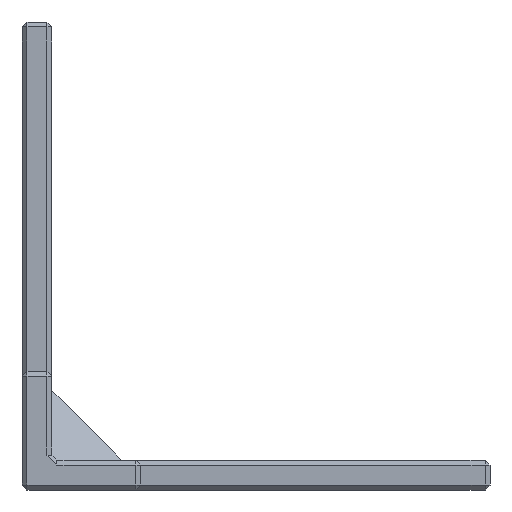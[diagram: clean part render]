
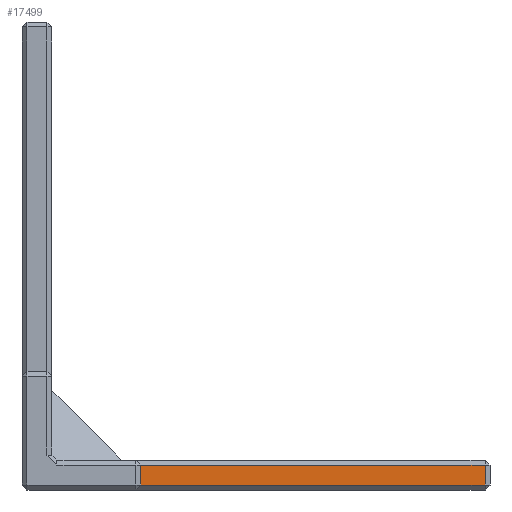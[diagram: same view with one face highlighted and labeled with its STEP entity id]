
A CAD part, front view. The second image highlights one B-rep face of the part: STEP entity #17499.
In plain terms, the highlighted planar face has unit normal (0, -1, 0).
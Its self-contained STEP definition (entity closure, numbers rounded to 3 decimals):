
#456 = PLANE('',#457);
#457 = AXIS2_PLACEMENT_3D('',#458,#459,#460);
#458 = CARTESIAN_POINT('',(49.9,-14.65,5.75));
#459 = DIRECTION('',(0.,-0.707,0.707));
#460 = DIRECTION('',(-1.,0.,0.));
#6948 = VERTEX_POINT('',#6949);
#6949 = CARTESIAN_POINT('',(49.4,-14.9,5.5));
#6972 = VERTEX_POINT('',#6973);
#6973 = CARTESIAN_POINT('',(14.9,-14.9,5.5));
#6994 = EDGE_CURVE('',#6948,#6972,#6995,.T.);
#6995 = SURFACE_CURVE('',#6996,(#7000,#7007),.PCURVE_S1.);
#6996 = LINE('',#6997,#6998);
#6997 = CARTESIAN_POINT('',(49.9,-14.9,5.5));
#6998 = VECTOR('',#6999,1.);
#6999 = DIRECTION('',(-1.,0.,0.));
#7000 = PCURVE('',#456,#7001);
#7001 = DEFINITIONAL_REPRESENTATION('',(#7002),#7006);
#7002 = LINE('',#7003,#7004);
#7003 = CARTESIAN_POINT('',(-0.,0.354));
#7004 = VECTOR('',#7005,1.);
#7005 = DIRECTION('',(1.,0.));
#7006 = ( GEOMETRIC_REPRESENTATION_CONTEXT(2) 
PARAMETRIC_REPRESENTATION_CONTEXT() REPRESENTATION_CONTEXT('2D SPACE',''
  ) );
#7007 = PCURVE('',#7008,#7013);
#7008 = PLANE('',#7009);
#7009 = AXIS2_PLACEMENT_3D('',#7010,#7011,#7012);
#7010 = CARTESIAN_POINT('',(49.9,-14.9,3.));
#7011 = DIRECTION('',(0.,-1.,0.));
#7012 = DIRECTION('',(-1.,0.,0.));
#7013 = DEFINITIONAL_REPRESENTATION('',(#7014),#7018);
#7014 = LINE('',#7015,#7016);
#7015 = CARTESIAN_POINT('',(0.,-2.5));
#7016 = VECTOR('',#7017,1.);
#7017 = DIRECTION('',(1.,0.));
#7018 = ( GEOMETRIC_REPRESENTATION_CONTEXT(2) 
PARAMETRIC_REPRESENTATION_CONTEXT() REPRESENTATION_CONTEXT('2D SPACE',''
  ) );
#7074 = PLANE('',#7075);
#7075 = AXIS2_PLACEMENT_3D('',#7076,#7077,#7078);
#7076 = CARTESIAN_POINT('',(14.9,-14.9,3.));
#7077 = DIRECTION('',(1.,0.,0.));
#7078 = DIRECTION('',(0.,-1.,0.));
#17412 = PLANE('',#17413);
#17413 = AXIS2_PLACEMENT_3D('',#17414,#17415,#17416);
#17414 = CARTESIAN_POINT('',(49.65,-14.65,3.));
#17415 = DIRECTION('',(0.707,-0.707,0.));
#17416 = DIRECTION('',(0.,0.,1.));
#17499 = ADVANCED_FACE('',(#17500),#7008,.T.);
#17500 = FACE_BOUND('',#17501,.T.);
#17501 = EDGE_LOOP('',(#17502,#17525,#17553,#17574));
#17502 = ORIENTED_EDGE('',*,*,#17503,.F.);
#17503 = EDGE_CURVE('',#17504,#6972,#17506,.T.);
#17504 = VERTEX_POINT('',#17505);
#17505 = CARTESIAN_POINT('',(14.9,-14.9,3.5));
#17506 = SURFACE_CURVE('',#17507,(#17511,#17518),.PCURVE_S1.);
#17507 = LINE('',#17508,#17509);
#17508 = CARTESIAN_POINT('',(14.9,-14.9,3.));
#17509 = VECTOR('',#17510,1.);
#17510 = DIRECTION('',(0.,0.,1.));
#17511 = PCURVE('',#7008,#17512);
#17512 = DEFINITIONAL_REPRESENTATION('',(#17513),#17517);
#17513 = LINE('',#17514,#17515);
#17514 = CARTESIAN_POINT('',(35.,0.));
#17515 = VECTOR('',#17516,1.);
#17516 = DIRECTION('',(0.,-1.));
#17517 = ( GEOMETRIC_REPRESENTATION_CONTEXT(2) 
PARAMETRIC_REPRESENTATION_CONTEXT() REPRESENTATION_CONTEXT('2D SPACE',''
  ) );
#17518 = PCURVE('',#7074,#17519);
#17519 = DEFINITIONAL_REPRESENTATION('',(#17520),#17524);
#17520 = LINE('',#17521,#17522);
#17521 = CARTESIAN_POINT('',(0.,0.));
#17522 = VECTOR('',#17523,1.);
#17523 = DIRECTION('',(0.,-1.));
#17524 = ( GEOMETRIC_REPRESENTATION_CONTEXT(2) 
PARAMETRIC_REPRESENTATION_CONTEXT() REPRESENTATION_CONTEXT('2D SPACE',''
  ) );
#17525 = ORIENTED_EDGE('',*,*,#17526,.F.);
#17526 = EDGE_CURVE('',#17527,#17504,#17529,.T.);
#17527 = VERTEX_POINT('',#17528);
#17528 = CARTESIAN_POINT('',(49.4,-14.9,3.5));
#17529 = SURFACE_CURVE('',#17530,(#17534,#17541),.PCURVE_S1.);
#17530 = LINE('',#17531,#17532);
#17531 = CARTESIAN_POINT('',(49.9,-14.9,3.5));
#17532 = VECTOR('',#17533,1.);
#17533 = DIRECTION('',(-1.,0.,0.));
#17534 = PCURVE('',#7008,#17535);
#17535 = DEFINITIONAL_REPRESENTATION('',(#17536),#17540);
#17536 = LINE('',#17537,#17538);
#17537 = CARTESIAN_POINT('',(0.,-0.5));
#17538 = VECTOR('',#17539,1.);
#17539 = DIRECTION('',(1.,0.));
#17540 = ( GEOMETRIC_REPRESENTATION_CONTEXT(2) 
PARAMETRIC_REPRESENTATION_CONTEXT() REPRESENTATION_CONTEXT('2D SPACE',''
  ) );
#17541 = PCURVE('',#17542,#17547);
#17542 = PLANE('',#17543);
#17543 = AXIS2_PLACEMENT_3D('',#17544,#17545,#17546);
#17544 = CARTESIAN_POINT('',(49.9,-14.65,3.25));
#17545 = DIRECTION('',(0.,0.707,0.707));
#17546 = DIRECTION('',(-1.,0.,0.));
#17547 = DEFINITIONAL_REPRESENTATION('',(#17548),#17552);
#17548 = LINE('',#17549,#17550);
#17549 = CARTESIAN_POINT('',(0.,0.354));
#17550 = VECTOR('',#17551,1.);
#17551 = DIRECTION('',(1.,0.));
#17552 = ( GEOMETRIC_REPRESENTATION_CONTEXT(2) 
PARAMETRIC_REPRESENTATION_CONTEXT() REPRESENTATION_CONTEXT('2D SPACE',''
  ) );
#17553 = ORIENTED_EDGE('',*,*,#17554,.T.);
#17554 = EDGE_CURVE('',#17527,#6948,#17555,.T.);
#17555 = SURFACE_CURVE('',#17556,(#17560,#17567),.PCURVE_S1.);
#17556 = LINE('',#17557,#17558);
#17557 = CARTESIAN_POINT('',(49.4,-14.9,3.));
#17558 = VECTOR('',#17559,1.);
#17559 = DIRECTION('',(0.,0.,1.));
#17560 = PCURVE('',#7008,#17561);
#17561 = DEFINITIONAL_REPRESENTATION('',(#17562),#17566);
#17562 = LINE('',#17563,#17564);
#17563 = CARTESIAN_POINT('',(0.5,0.));
#17564 = VECTOR('',#17565,1.);
#17565 = DIRECTION('',(0.,-1.));
#17566 = ( GEOMETRIC_REPRESENTATION_CONTEXT(2) 
PARAMETRIC_REPRESENTATION_CONTEXT() REPRESENTATION_CONTEXT('2D SPACE',''
  ) );
#17567 = PCURVE('',#17412,#17568);
#17568 = DEFINITIONAL_REPRESENTATION('',(#17569),#17573);
#17569 = LINE('',#17570,#17571);
#17570 = CARTESIAN_POINT('',(0.,0.354));
#17571 = VECTOR('',#17572,1.);
#17572 = DIRECTION('',(1.,0.));
#17573 = ( GEOMETRIC_REPRESENTATION_CONTEXT(2) 
PARAMETRIC_REPRESENTATION_CONTEXT() REPRESENTATION_CONTEXT('2D SPACE',''
  ) );
#17574 = ORIENTED_EDGE('',*,*,#6994,.T.);
